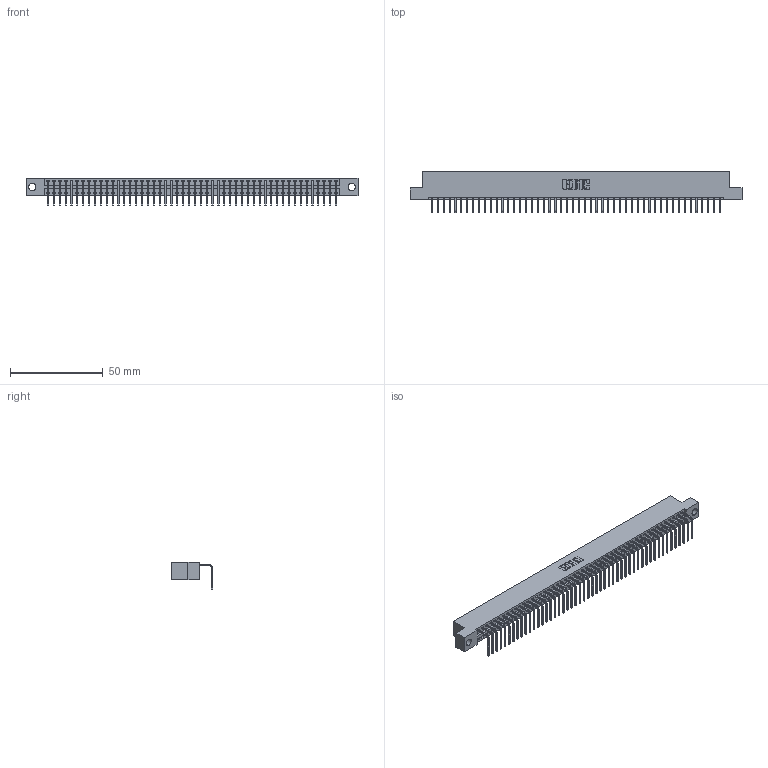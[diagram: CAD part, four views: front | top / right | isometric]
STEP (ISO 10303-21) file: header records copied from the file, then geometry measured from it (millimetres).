
FILE_DESCRIPTION (( 'STEP AP203' ), '1' );
FILE_NAME ('346-050-558-104.STEP', '2022-05-10T04:02:13', ( '' ), ( '' ), 'SwSTEP 2.0', 'SolidWorks 2020', '' );
FILE_SCHEMA (( 'CONFIG_CONTROL_DESIGN' ));
Length unit declared in the file: inch
Products named in the file (3): 345-292-001_558 Tail - 2; 346-050-558-104; 346 Part_Flush Mounting Lugs - 0.156 Dia-TH
Assembly tree (51 placements, depth 2):
  346-050-558-104
    346 Part_Flush Mounting Lugs - 0.156 Dia-TH
    345-292-001_558 Tail - 2  x50
Bounding box: 179.32 x 22.16 x 14.73 mm (x, y, z)
Volume: 17281 mm3; surface area: 22516.5 mm2
Topology: 51 solids, 51 shells, 3136 faces, 9465 edges, 6242 vertices
Faces by surface type: plane 2190, cylinder 946
Entity records: 30457 total; most frequent: CARTESIAN_POINT 5228, ORIENTED_EDGE 5210, DIRECTION 4601, EDGE_CURVE 2605, LINE 2273, VECTOR 2273, VERTEX_POINT 1734, AXIS2_PLACEMENT_3D 1164
